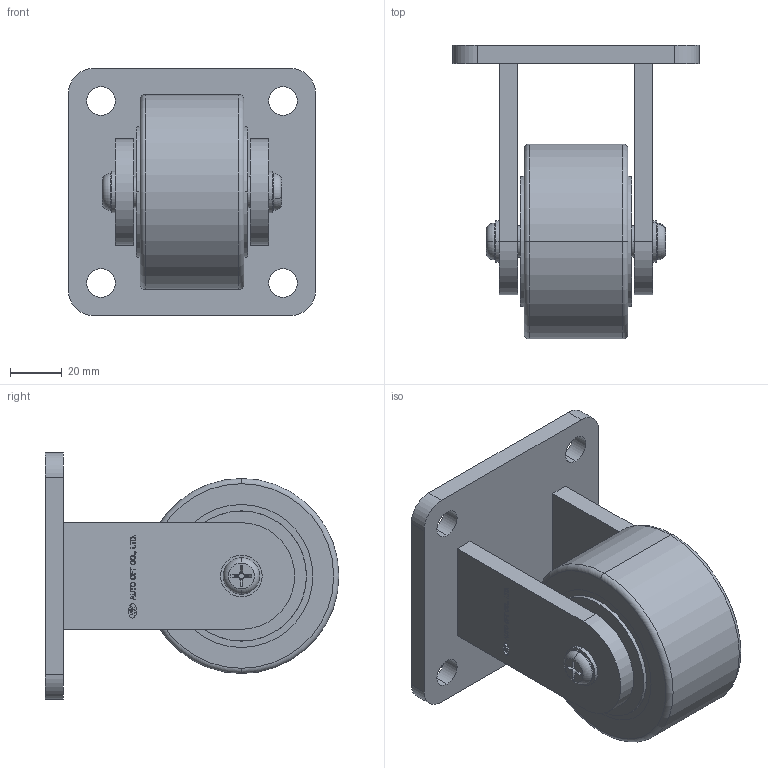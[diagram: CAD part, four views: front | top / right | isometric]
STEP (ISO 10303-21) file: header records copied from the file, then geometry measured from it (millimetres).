
FILE_DESCRIPTION (( 'STEP AP203' ), '1' );
FILE_NAME ('ACMU-75RF.STEP', '2015-09-11T04:40:47', ( 'WON SINCHUL' ), ( 'Hewlett-Packard Company' ), 'SwSTEP 2.0', 'SolidWorks 2015', '' );
FILE_SCHEMA (( 'CONFIG_CONTROL_DESIGN' ));
Length unit declared in the file: millimetre
Products named in the file (1): ACMU-75RF
Bounding box: 95 x 113 x 95 mm (x, y, z)
Volume: 257344.2 mm3; surface area: 77667.1 mm2
Topology: 7 solids, 7 shells, 733 faces, 1975 edges, 1313 vertices
Faces by surface type: bspline 444, plane 204, cylinder 53, cone 24, torus 8
Entity records: 34753 total; most frequent: CARTESIAN_POINT 19340, ORIENTED_EDGE 3946, EDGE_CURVE 1973, DIRECTION 1762, VERTEX_POINT 1313, LINE 902, VECTOR 902, B_SPLINE_CURVE_WITH_KNOTS 880
